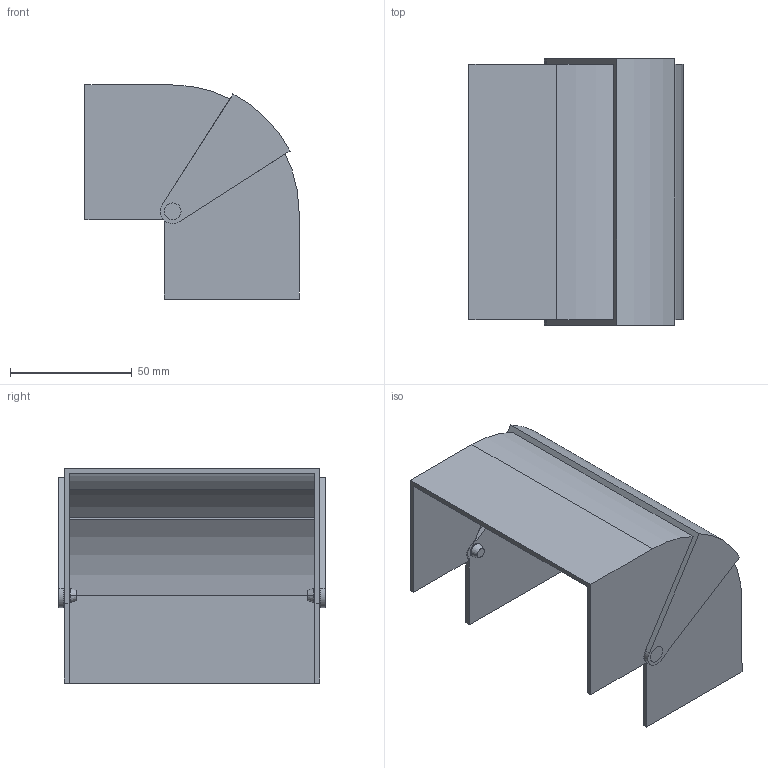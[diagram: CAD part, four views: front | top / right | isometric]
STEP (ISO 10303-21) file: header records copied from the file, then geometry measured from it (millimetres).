
FILE_DESCRIPTION (( 'STEP AP214' ), '1' );
FILE_NAME ('6113052.stp', '2016-05-19T13:38:03', ( '' ), ( '' ), 'SwSTEP 2.0', 'SolidWorks 2014', '' );
FILE_SCHEMA (( 'AUTOMOTIVE_DESIGN' ));
Length unit declared in the file: millimetre
Products named in the file (4): 070032_Standard; 070033_Standard; 034959_Standard; 6113052
Assembly tree (4 placements, depth 2):
  6113052
    070032_Standard
    070033_Standard
    034959_Standard  x2
Bounding box: 88 x 109.6 x 88 mm (x, y, z)
Volume: 61320.6 mm3; surface area: 63518.1 mm2
Topology: 4 solids, 4 shells, 79 faces, 189 edges, 122 vertices
Faces by surface type: plane 39, cylinder 32, cone 8
Entity records: 2121 total; most frequent: DIRECTION 365, CARTESIAN_POINT 341, ORIENTED_EDGE 326, EDGE_CURVE 163, AXIS2_PLACEMENT_3D 130, VERTEX_POINT 106, VECTOR 105, LINE 105
